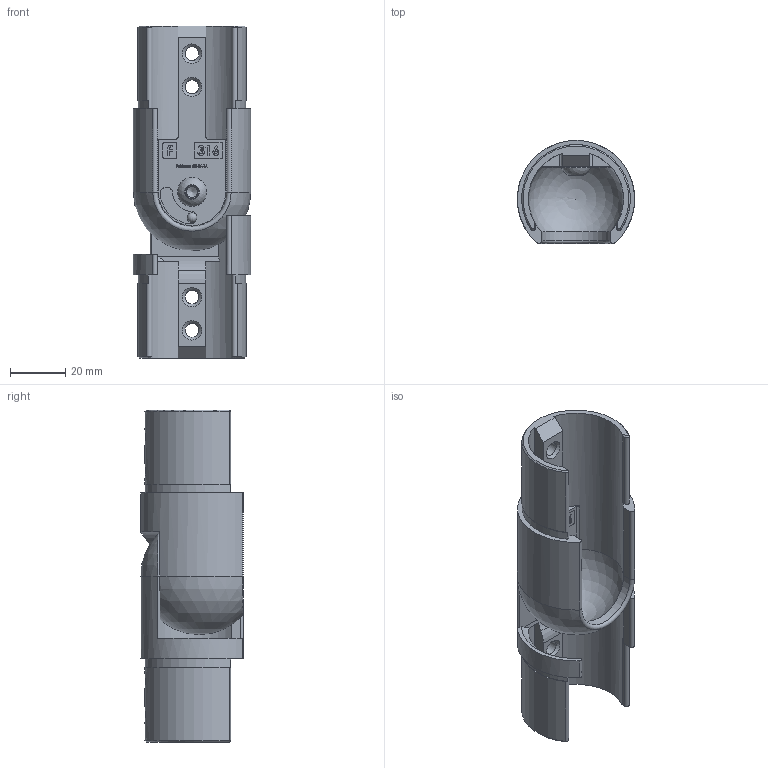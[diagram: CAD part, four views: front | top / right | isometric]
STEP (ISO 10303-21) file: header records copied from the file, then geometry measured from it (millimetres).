
FILE_DESCRIPTION (( 'STEP AP203' ), '1' );
FILE_NAME ('60343-V4A.STEP', '2020-04-28T09:25:42', ( '' ), ( '' ), 'SwSTEP 2.0', 'SolidWorks 2015', '' );
FILE_SCHEMA (( 'CONFIG_CONTROL_DESIGN' ));
Length unit declared in the file: millimetre
Products named in the file (8): DIN 7380_DIN 7380 M6x8; 60343-V4A Teil2_60343-V4A Teil2; 60343-V4A Teil2; 60343-V4A Teil1_60343-V4A Teil1; DIN 7380; 60343-V4A; 60343-V4A Teil1
Assembly tree (5 placements, depth 2):
  60343-V4A Teil2
  60343-V4A
    60343-V4A Teil1
    DIN 7380
  60343-V4A
    60343-V4A Teil1_60343-V4A Teil1
    60343-V4A Teil2_60343-V4A Teil2
    DIN 7380_DIN 7380 M6x8
Bounding box: 42.4 x 37.23 x 120 mm (x, y, z)
Volume: 42597.9 mm3; surface area: 27004.9 mm2
Topology: 3 solids, 3 shells, 427 faces, 1117 edges, 731 vertices
Faces by surface type: plane 219, bspline 121, cylinder 50, cone 27, sphere 6, torus 4
Full cylindrical faces by diameter (mm): 3.5 x1, 5 x5, 6 x1, 8 x1, 9 x1, 10.5 x1
Entity records: 24096 total; most frequent: CARTESIAN_POINT 13718, ORIENTED_EDGE 2154, DIRECTION 1596, EDGE_CURVE 1077, VERTEX_POINT 718, VECTOR 670, LINE 670, EDGE_LOOP 501
